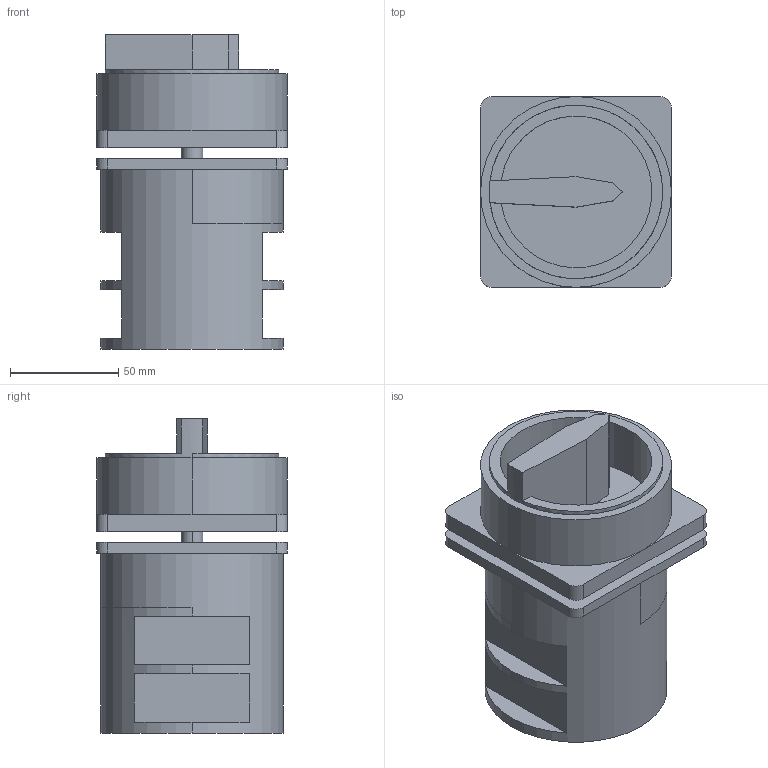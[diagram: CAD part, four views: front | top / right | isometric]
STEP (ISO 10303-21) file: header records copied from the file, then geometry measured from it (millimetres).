
FILE_DESCRIPTION((''),'2;1');
FILE_NAME('LW26-125_M3-2','2024-10-30T',('xiaokai.shi'),(''),'PRO/ENGINEER BY PARAMETRIC TECHNOLOGY CORPORATION, 2017170','PRO/ENGINEER BY PARAMETRIC TECHNOLOGY CORPORATION, 2017170','');
FILE_SCHEMA(('CONFIG_CONTROL_DESIGN'));
Length unit declared in the file: millimetre
Products named in the file (1): LW26-125_M3-2
Bounding box: 88 x 88 x 145 mm (x, y, z)
Volume: 625381.3 mm3; surface area: 79732.2 mm2
Topology: 2 solids, 2 shells, 67 faces, 175 edges, 116 vertices
Faces by surface type: plane 40, cylinder 27
Entity records: 2141 total; most frequent: DIRECTION 385, CARTESIAN_POINT 358, ORIENTED_EDGE 350, EDGE_CURVE 175, AXIS2_PLACEMENT_3D 143, VERTEX_POINT 116, VECTOR 99, LINE 99
